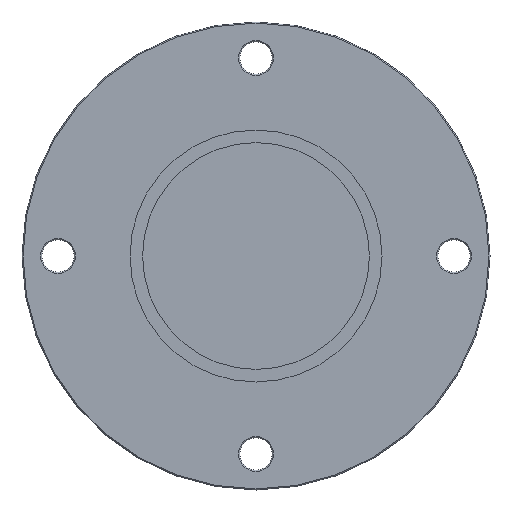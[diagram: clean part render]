
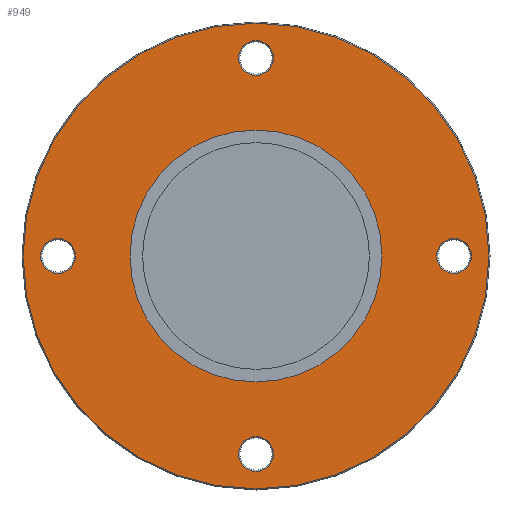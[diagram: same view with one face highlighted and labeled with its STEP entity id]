
A CAD part, front view. The second image highlights one B-rep face of the part: STEP entity #949.
In plain terms, the highlighted planar face has unit normal (0, -1, 0).
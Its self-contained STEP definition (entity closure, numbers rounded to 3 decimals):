
#20 = DIRECTION ( 'NONE',  ( 0., 0., 1. ) ) ;
#21 = CARTESIAN_POINT ( 'NONE',  ( 0., 0., -55. ) ) ;
#23 = DIRECTION ( 'NONE',  ( 0., 1., 0. ) ) ;
#75 = CARTESIAN_POINT ( 'NONE',  ( -35., 0., 0. ) ) ;
#84 = DIRECTION ( 'NONE',  ( 0., 0., 1. ) ) ;
#85 = DIRECTION ( 'NONE',  ( 0., 1., 0. ) ) ;
#110 = FACE_BOUND ( 'NONE', #855, .T. ) ;
#112 = FACE_BOUND ( 'NONE', #907, .T. ) ;
#113 = PLANE ( 'NONE',  #638 ) ;
#114 = FACE_BOUND ( 'NONE', #892, .T. ) ;
#115 = FACE_BOUND ( 'NONE', #844, .T. ) ;
#116 = FACE_OUTER_BOUND ( 'NONE', #864, .T. ) ;
#117 = FACE_BOUND ( 'NONE', #877, .T. ) ;
#159 = CARTESIAN_POINT ( 'NONE',  ( 0., 0., 0. ) ) ;
#164 = DIRECTION ( 'NONE',  ( 0., 0., -1. ) ) ;
#167 = DIRECTION ( 'NONE',  ( 0., -1., 0. ) ) ;
#212 = DIRECTION ( 'NONE',  ( 0., 0., 1. ) ) ;
#222 = DIRECTION ( 'NONE',  ( 0., 1., 0. ) ) ;
#223 = CARTESIAN_POINT ( 'NONE',  ( 0., 0., -55. ) ) ;
#229 = DIRECTION ( 'NONE',  ( -1., 0., 0. ) ) ;
#230 = DIRECTION ( 'NONE',  ( 0., 1., 0. ) ) ;
#238 = CARTESIAN_POINT ( 'NONE',  ( 55., 0., 0. ) ) ;
#267 = CARTESIAN_POINT ( 'NONE',  ( 0., 0., -64.7 ) ) ;
#275 = ORIENTED_EDGE ( 'NONE', *, *, #932, .T. ) ;
#279 = DIRECTION ( 'NONE',  ( 0., 0., 1. ) ) ;
#284 = ORIENTED_EDGE ( 'NONE', *, *, #1008, .T. ) ;
#293 = VERTEX_POINT ( 'NONE', #859 ) ;
#296 = ORIENTED_EDGE ( 'NONE', *, *, #926, .T. ) ;
#326 = VERTEX_POINT ( 'NONE', #336 ) ;
#327 = DIRECTION ( 'NONE',  ( 0., 0., -1. ) ) ;
#336 = CARTESIAN_POINT ( 'NONE',  ( 0., 0., -35. ) ) ;
#340 = CARTESIAN_POINT ( 'NONE',  ( 0., 0., 55. ) ) ;
#344 = ORIENTED_EDGE ( 'NONE', *, *, #1012, .T. ) ;
#352 = CARTESIAN_POINT ( 'NONE',  ( 0., 0., 64.7 ) ) ;
#354 = VERTEX_POINT ( 'NONE', #352 ) ;
#355 = CARTESIAN_POINT ( 'NONE',  ( 0., 0., -50.2 ) ) ;
#360 = CARTESIAN_POINT ( 'NONE',  ( 0., 0., 0. ) ) ;
#362 = ORIENTED_EDGE ( 'NONE', *, *, #958, .F. ) ;
#364 = ORIENTED_EDGE ( 'NONE', *, *, #998, .T. ) ;
#376 = DIRECTION ( 'NONE',  ( 0., 1., 0. ) ) ;
#383 = CARTESIAN_POINT ( 'NONE',  ( 50.2, 0., 0. ) ) ;
#385 = ORIENTED_EDGE ( 'NONE', *, *, #997, .T. ) ;
#386 = VERTEX_POINT ( 'NONE', #267 ) ;
#390 = VERTEX_POINT ( 'NONE', #355 ) ;
#392 = VERTEX_POINT ( 'NONE', #503 ) ;
#404 = VERTEX_POINT ( 'NONE', #383 ) ;
#417 = DIRECTION ( 'NONE',  ( 0., -1., 0. ) ) ;
#426 = VERTEX_POINT ( 'NONE', #469 ) ;
#441 = CARTESIAN_POINT ( 'NONE',  ( -50.2, 0., 0. ) ) ;
#454 = VERTEX_POINT ( 'NONE', #472 ) ;
#460 = VERTEX_POINT ( 'NONE', #466 ) ;
#466 = CARTESIAN_POINT ( 'NONE',  ( -59.8, 0., 0. ) ) ;
#469 = CARTESIAN_POINT ( 'NONE',  ( 0., 0., 50.2 ) ) ;
#472 = CARTESIAN_POINT ( 'NONE',  ( 0., 0., 59.8 ) ) ;
#482 = ORIENTED_EDGE ( 'NONE', *, *, #992, .T. ) ;
#483 = VERTEX_POINT ( 'NONE', #519 ) ;
#486 = VERTEX_POINT ( 'NONE', #441 ) ;
#503 = CARTESIAN_POINT ( 'NONE',  ( 0., 0., -59.8 ) ) ;
#519 = CARTESIAN_POINT ( 'NONE',  ( 59.8, 0., 0. ) ) ;
#532 = CARTESIAN_POINT ( 'NONE',  ( 55., 0., 0. ) ) ;
#533 = DIRECTION ( 'NONE',  ( 0., 1., 0. ) ) ;
#534 = DIRECTION ( 'NONE',  ( -1., 0., 0. ) ) ;
#544 = DIRECTION ( 'NONE',  ( 0., 1., 0. ) ) ;
#545 = CARTESIAN_POINT ( 'NONE',  ( 0., 0., 55. ) ) ;
#552 = DIRECTION ( 'NONE',  ( 0., 0., -1. ) ) ;
#570 = CARTESIAN_POINT ( 'NONE',  ( 0., 0., 0. ) ) ;
#578 = DIRECTION ( 'NONE',  ( 0., 0., 1. ) ) ;
#580 = DIRECTION ( 'NONE',  ( 0., 0., -1. ) ) ;
#591 = CARTESIAN_POINT ( 'NONE',  ( -55., 0., 0. ) ) ;
#594 = CARTESIAN_POINT ( 'NONE',  ( 0., 0., 0. ) ) ;
#599 = DIRECTION ( 'NONE',  ( 1., 0., 0. ) ) ;
#612 = DIRECTION ( 'NONE',  ( 0., -1., 0. ) ) ;
#616 = DIRECTION ( 'NONE',  ( 0., 1., 0. ) ) ;
#618 = DIRECTION ( 'NONE',  ( 0., -1., 0. ) ) ;
#630 = CARTESIAN_POINT ( 'NONE',  ( -55., 0., 0. ) ) ;
#631 = DIRECTION ( 'NONE',  ( 0., 1., 0. ) ) ;
#633 = DIRECTION ( 'NONE',  ( 1., 0., 0. ) ) ;
#636 = CIRCLE ( 'NONE', #732, 35. ) ;
#638 = AXIS2_PLACEMENT_3D ( 'NONE', #75, #85, #84 ) ;
#641 = CIRCLE ( 'NONE', #668, 4.8 ) ;
#644 = AXIS2_PLACEMENT_3D ( 'NONE', #630, #631, #633 ) ;
#645 = AXIS2_PLACEMENT_3D ( 'NONE', #238, #230, #229 ) ;
#656 = CIRCLE ( 'NONE', #806, 4.8 ) ;
#668 = AXIS2_PLACEMENT_3D ( 'NONE', #223, #222, #212 ) ;
#669 = CIRCLE ( 'NONE', #791, 4.8 ) ;
#674 = AXIS2_PLACEMENT_3D ( 'NONE', #360, #417, #279 ) ;
#692 = AXIS2_PLACEMENT_3D ( 'NONE', #591, #616, #599 ) ;
#697 = CIRCLE ( 'NONE', #692, 4.8 ) ;
#700 = CIRCLE ( 'NONE', #705, 35. ) ;
#704 = AXIS2_PLACEMENT_3D ( 'NONE', #532, #533, #534 ) ;
#705 = AXIS2_PLACEMENT_3D ( 'NONE', #594, #618, #580 ) ;
#710 = CIRCLE ( 'NONE', #760, 4.8 ) ;
#713 = CIRCLE ( 'NONE', #704, 4.8 ) ;
#729 = AXIS2_PLACEMENT_3D ( 'NONE', #570, #612, #578 ) ;
#730 = CIRCLE ( 'NONE', #644, 4.8 ) ;
#732 = AXIS2_PLACEMENT_3D ( 'NONE', #159, #167, #164 ) ;
#755 = CIRCLE ( 'NONE', #674, 64.7 ) ;
#760 = AXIS2_PLACEMENT_3D ( 'NONE', #545, #544, #552 ) ;
#761 = CIRCLE ( 'NONE', #645, 4.8 ) ;
#791 = AXIS2_PLACEMENT_3D ( 'NONE', #21, #23, #20 ) ;
#806 = AXIS2_PLACEMENT_3D ( 'NONE', #340, #376, #327 ) ;
#807 = CIRCLE ( 'NONE', #729, 64.7 ) ;
#841 = ORIENTED_EDGE ( 'NONE', *, *, #919, .T. ) ;
#844 = EDGE_LOOP ( 'NONE', ( #482, #364 ) ) ;
#848 = ORIENTED_EDGE ( 'NONE', *, *, #936, .T. ) ;
#855 = EDGE_LOOP ( 'NONE', ( #912, #848 ) ) ;
#859 = CARTESIAN_POINT ( 'NONE',  ( 0., 0., 35. ) ) ;
#864 = EDGE_LOOP ( 'NONE', ( #841, #385 ) ) ;
#877 = EDGE_LOOP ( 'NONE', ( #344, #275 ) ) ;
#884 = ORIENTED_EDGE ( 'NONE', *, *, #995, .F. ) ;
#892 = EDGE_LOOP ( 'NONE', ( #284, #296 ) ) ;
#907 = EDGE_LOOP ( 'NONE', ( #884, #362 ) ) ;
#912 = ORIENTED_EDGE ( 'NONE', *, *, #1021, .T. ) ;
#919 = EDGE_CURVE ( 'NONE', #354, #386, #755, .T. ) ;
#926 = EDGE_CURVE ( 'NONE', #426, #454, #656, .T. ) ;
#932 = EDGE_CURVE ( 'NONE', #404, #483, #761, .T. ) ;
#936 = EDGE_CURVE ( 'NONE', #390, #392, #641, .T. ) ;
#949 = ADVANCED_FACE ( 'NONE', ( #116, #114, #112, #110, #117, #115 ), #113, .F. ) ;
#958 = EDGE_CURVE ( 'NONE', #293, #326, #636, .T. ) ;
#992 = EDGE_CURVE ( 'NONE', #460, #486, #697, .T. ) ;
#995 = EDGE_CURVE ( 'NONE', #326, #293, #700, .T. ) ;
#997 = EDGE_CURVE ( 'NONE', #386, #354, #807, .T. ) ;
#998 = EDGE_CURVE ( 'NONE', #486, #460, #730, .T. ) ;
#1008 = EDGE_CURVE ( 'NONE', #454, #426, #710, .T. ) ;
#1012 = EDGE_CURVE ( 'NONE', #483, #404, #713, .T. ) ;
#1021 = EDGE_CURVE ( 'NONE', #392, #390, #669, .T. ) ;
